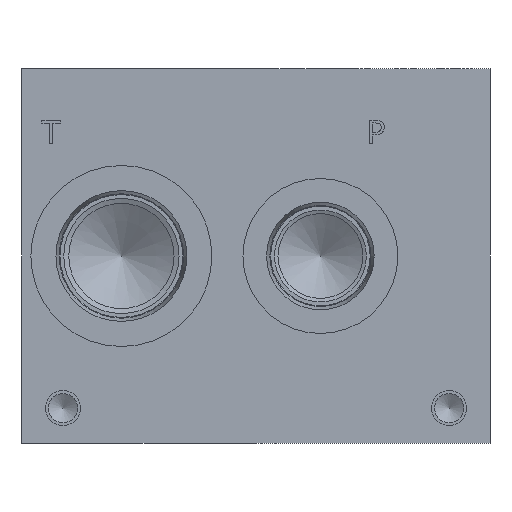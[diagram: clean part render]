
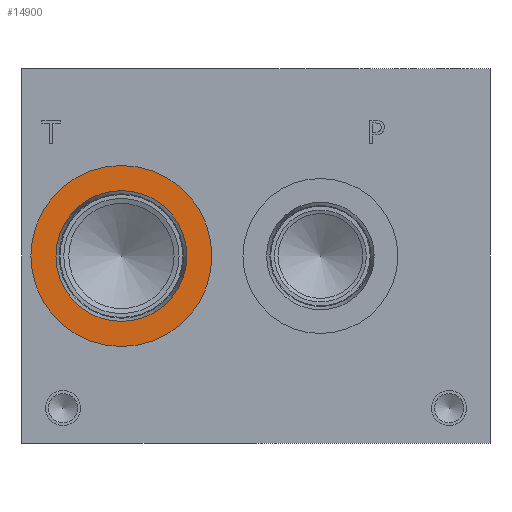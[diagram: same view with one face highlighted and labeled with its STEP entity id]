
A CAD part, left-side view. The second image highlights one B-rep face of the part: STEP entity #14900.
In plain terms, the highlighted planar face has unit normal (-1, 0, 0).
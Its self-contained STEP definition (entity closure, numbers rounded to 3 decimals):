
#322=CIRCLE('',#15635,24.562);
#323=CIRCLE('',#15636,24.562);
#324=CIRCLE('',#15638,17.755);
#325=CIRCLE('',#15639,17.755);
#778=FACE_BOUND('',#2739,.T.);
#1877=FACE_OUTER_BOUND('',#2738,.T.);
#2738=EDGE_LOOP('',(#12247,#12248));
#2739=EDGE_LOOP('',(#12249,#12250));
#6711=VERTEX_POINT('',#24902);
#6712=VERTEX_POINT('',#24904);
#6713=VERTEX_POINT('',#24908);
#6714=VERTEX_POINT('',#24909);
#8670=EDGE_CURVE('',#6711,#6712,#322,.T.);
#8671=EDGE_CURVE('',#6712,#6711,#323,.T.);
#8672=EDGE_CURVE('',#6713,#6714,#324,.T.);
#8673=EDGE_CURVE('',#6714,#6713,#325,.T.);
#12247=ORIENTED_EDGE('',*,*,#8671,.F.);
#12248=ORIENTED_EDGE('',*,*,#8670,.F.);
#12249=ORIENTED_EDGE('',*,*,#8672,.T.);
#12250=ORIENTED_EDGE('',*,*,#8673,.T.);
#13802=PLANE('',#15637);
#14900=ADVANCED_FACE('',(#1877,#778),#13802,.F.);
#15635=AXIS2_PLACEMENT_3D('',#24905,#18358,#18359);
#15636=AXIS2_PLACEMENT_3D('',#24906,#18360,#18361);
#15637=AXIS2_PLACEMENT_3D('',#24907,#18362,#18363);
#15638=AXIS2_PLACEMENT_3D('',#24910,#18364,#18365);
#15639=AXIS2_PLACEMENT_3D('',#24911,#18366,#18367);
#18358=DIRECTION('center_axis',(1.,0.,0.));
#18359=DIRECTION('ref_axis',(0.,0.,-1.));
#18360=DIRECTION('center_axis',(1.,0.,0.));
#18361=DIRECTION('ref_axis',(0.,0.,-1.));
#18362=DIRECTION('center_axis',(1.,0.,0.));
#18363=DIRECTION('ref_axis',(0.,0.,-1.));
#18364=DIRECTION('center_axis',(1.,0.,0.));
#18365=DIRECTION('ref_axis',(0.,0.,-1.));
#18366=DIRECTION('center_axis',(1.,0.,0.));
#18367=DIRECTION('ref_axis',(0.,0.,-1.));
#24902=CARTESIAN_POINT('',(0.787,100.025,26.238));
#24904=CARTESIAN_POINT('',(0.787,100.025,75.362));
#24905=CARTESIAN_POINT('Origin',(0.787,100.025,50.8));
#24906=CARTESIAN_POINT('Origin',(0.787,100.025,50.8));
#24907=CARTESIAN_POINT('Origin',(0.787,100.025,68.555));
#24908=CARTESIAN_POINT('',(0.787,100.025,68.555));
#24909=CARTESIAN_POINT('',(0.787,100.025,33.045));
#24910=CARTESIAN_POINT('Origin',(0.787,100.025,50.8));
#24911=CARTESIAN_POINT('Origin',(0.787,100.025,50.8));
